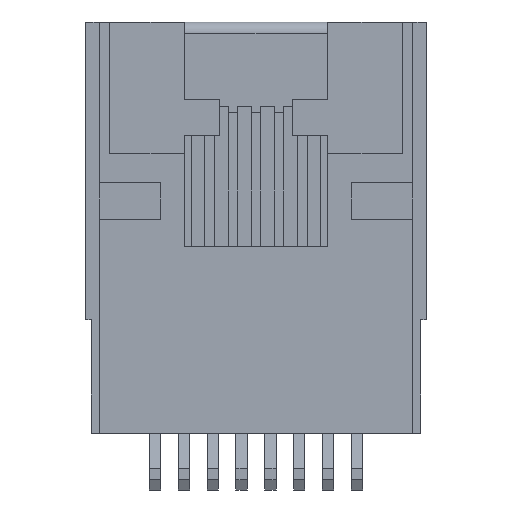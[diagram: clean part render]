
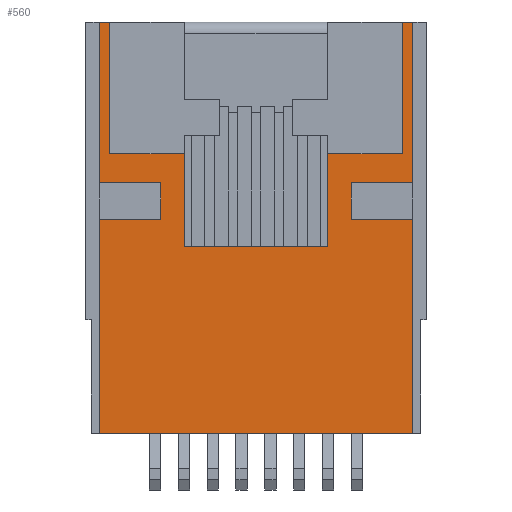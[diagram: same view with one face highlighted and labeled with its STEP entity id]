
A CAD part, front view. The second image highlights one B-rep face of the part: STEP entity #560.
In plain terms, the highlighted planar face has unit normal (0, -1, 0).
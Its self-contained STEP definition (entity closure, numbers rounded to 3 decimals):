
#560=ADVANCED_FACE('',(#1308),#924,.T.);
#924=PLANE('',#8658);
#1308=FACE_OUTER_BOUND('',#1706,.T.);
#1706=EDGE_LOOP('',(#3989,#3990,#3991,#3992,#3993,#3994,#3995,#3996,#3997,
#3998,#3999,#4000,#4001,#4002,#4003,#4004,#4005,#4006,#4007,#4008));
#3989=ORIENTED_EDGE('',*,*,#5977,.F.);
#3990=ORIENTED_EDGE('',*,*,#4936,.F.);
#3991=ORIENTED_EDGE('',*,*,#4824,.T.);
#3992=ORIENTED_EDGE('',*,*,#4919,.F.);
#3993=ORIENTED_EDGE('',*,*,#4836,.T.);
#3994=ORIENTED_EDGE('',*,*,#4941,.F.);
#3995=ORIENTED_EDGE('',*,*,#5978,.F.);
#3996=ORIENTED_EDGE('',*,*,#4943,.F.);
#3997=ORIENTED_EDGE('',*,*,#4832,.T.);
#3998=ORIENTED_EDGE('',*,*,#4860,.T.);
#3999=ORIENTED_EDGE('',*,*,#5940,.T.);
#4000=ORIENTED_EDGE('',*,*,#5942,.T.);
#4001=ORIENTED_EDGE('',*,*,#5945,.T.);
#4002=ORIENTED_EDGE('',*,*,#5950,.T.);
#4003=ORIENTED_EDGE('',*,*,#5955,.T.);
#4004=ORIENTED_EDGE('',*,*,#5957,.T.);
#4005=ORIENTED_EDGE('',*,*,#5960,.T.);
#4006=ORIENTED_EDGE('',*,*,#4840,.T.);
#4007=ORIENTED_EDGE('',*,*,#4828,.T.);
#4008=ORIENTED_EDGE('',*,*,#4934,.F.);
#4053=VERTEX_POINT('',#10659);
#4056=VERTEX_POINT('',#10664);
#4057=VERTEX_POINT('',#10666);
#4060=VERTEX_POINT('',#10672);
#4061=VERTEX_POINT('',#10676);
#4064=VERTEX_POINT('',#10681);
#4065=VERTEX_POINT('',#10683);
#4068=VERTEX_POINT('',#10689);
#4072=VERTEX_POINT('',#10699);
#4091=VERTEX_POINT('',#10737);
#4159=VERTEX_POINT('',#10884);
#4160=VERTEX_POINT('',#10888);
#4163=VERTEX_POINT('',#10898);
#4164=VERTEX_POINT('',#10902);
#4804=VERTEX_POINT('',#12855);
#4806=VERTEX_POINT('',#12860);
#4807=VERTEX_POINT('',#12865);
#4808=VERTEX_POINT('',#12872);
#4810=VERTEX_POINT('',#12880);
#4812=VERTEX_POINT('',#12885);
#4824=EDGE_CURVE('',#4057,#4056,#5992,.T.);
#4828=EDGE_CURVE('',#4053,#4060,#5996,.T.);
#4832=EDGE_CURVE('',#4065,#4064,#6000,.T.);
#4836=EDGE_CURVE('',#4061,#4068,#6004,.T.);
#4840=EDGE_CURVE('',#4072,#4053,#6008,.T.);
#4860=EDGE_CURVE('',#4064,#4091,#6028,.T.);
#4919=EDGE_CURVE('',#4061,#4056,#6087,.T.);
#4934=EDGE_CURVE('',#4159,#4060,#6102,.T.);
#4936=EDGE_CURVE('',#4057,#4160,#6104,.T.);
#4941=EDGE_CURVE('',#4163,#4068,#6109,.T.);
#4943=EDGE_CURVE('',#4065,#4164,#6111,.T.);
#5940=EDGE_CURVE('',#4091,#4804,#7068,.T.);
#5942=EDGE_CURVE('',#4804,#4806,#7070,.T.);
#5945=EDGE_CURVE('',#4806,#4807,#7073,.T.);
#5950=EDGE_CURVE('',#4807,#4808,#7078,.T.);
#5955=EDGE_CURVE('',#4808,#4810,#7083,.T.);
#5957=EDGE_CURVE('',#4810,#4812,#7085,.T.);
#5960=EDGE_CURVE('',#4812,#4072,#7088,.T.);
#5977=EDGE_CURVE('',#4160,#4159,#7101,.T.);
#5978=EDGE_CURVE('',#4164,#4163,#7102,.T.);
#5992=LINE('',#10665,#7116);
#5996=LINE('',#10673,#7120);
#6000=LINE('',#10682,#7124);
#6004=LINE('',#10690,#7128);
#6008=LINE('',#10698,#7132);
#6028=LINE('',#10738,#7152);
#6087=LINE('',#10855,#7211);
#6102=LINE('',#10883,#7226);
#6104=LINE('',#10887,#7228);
#6109=LINE('',#10897,#7233);
#6111=LINE('',#10901,#7235);
#7068=LINE('',#12856,#8192);
#7070=LINE('',#12861,#8194);
#7073=LINE('',#12866,#8197);
#7078=LINE('',#12873,#8202);
#7083=LINE('',#12881,#8207);
#7085=LINE('',#12886,#8209);
#7088=LINE('',#12890,#8212);
#7101=LINE('',#12954,#8225);
#7102=LINE('',#12955,#8226);
#7116=VECTOR('',#8674,1.);
#7120=VECTOR('',#8678,1.);
#7124=VECTOR('',#8684,1.);
#7128=VECTOR('',#8688,1.);
#7132=VECTOR('',#8694,1.);
#7152=VECTOR('',#8714,1.);
#7211=VECTOR('',#8775,1.);
#7226=VECTOR('',#8796,1.);
#7228=VECTOR('',#8800,1.);
#7233=VECTOR('',#8809,1.);
#7235=VECTOR('',#8813,1.);
#8192=VECTOR('',#10484,1.);
#8194=VECTOR('',#10488,1.);
#8197=VECTOR('',#10493,1.);
#8202=VECTOR('',#10500,1.);
#8207=VECTOR('',#10507,1.);
#8209=VECTOR('',#10511,1.);
#8212=VECTOR('',#10516,1.);
#8225=VECTOR('',#10623,1.);
#8226=VECTOR('',#10624,1.);
#8658=AXIS2_PLACEMENT_3D('',#12956,#10625,#10626);
#8674=DIRECTION('',(0.,0.,-1.));
#8678=DIRECTION('',(0.,0.,-1.));
#8684=DIRECTION('',(0.,0.,1.));
#8688=DIRECTION('',(0.,0.,1.));
#8694=DIRECTION('',(-1.,0.,0.));
#8714=DIRECTION('',(-1.,0.,0.));
#8775=DIRECTION('',(-1.,0.,0.));
#8796=DIRECTION('',(-1.,0.,0.));
#8800=DIRECTION('',(1.,0.,0.));
#8809=DIRECTION('',(1.,0.,0.));
#8813=DIRECTION('',(-1.,0.,0.));
#10484=DIRECTION('',(0.,0.,-1.));
#10488=DIRECTION('',(-1.,0.,0.));
#10493=DIRECTION('',(0.,0.,-1.));
#10500=DIRECTION('',(-1.,0.,0.));
#10507=DIRECTION('',(0.,0.,1.));
#10511=DIRECTION('',(-1.,0.,0.));
#10516=DIRECTION('',(0.,0.,1.));
#10623=DIRECTION('',(0.,0.,1.));
#10624=DIRECTION('',(0.,0.,-1.));
#10625=DIRECTION('',(0.,-1.,0.));
#10626=DIRECTION('',(0.,0.,-1.));
#10659=CARTESIAN_POINT('',(-6.9,-11.5,0.));
#10664=CARTESIAN_POINT('',(-6.9,-11.5,-18.1));
#10665=CARTESIAN_POINT('',(-6.9,-11.5,-18.1));
#10666=CARTESIAN_POINT('',(-6.9,-11.5,-8.68));
#10672=CARTESIAN_POINT('',(-6.9,-11.5,-7.08));
#10673=CARTESIAN_POINT('',(-6.9,-11.5,-18.1));
#10676=CARTESIAN_POINT('',(6.9,-11.5,-18.1));
#10681=CARTESIAN_POINT('',(6.9,-11.5,0.));
#10682=CARTESIAN_POINT('',(6.9,-11.5,-18.1));
#10683=CARTESIAN_POINT('',(6.9,-11.5,-7.08));
#10689=CARTESIAN_POINT('',(6.9,-11.5,-8.68));
#10690=CARTESIAN_POINT('',(6.9,-11.5,-18.1));
#10698=CARTESIAN_POINT('',(0.,-11.5,0.));
#10699=CARTESIAN_POINT('',(-6.45,-11.5,0.));
#10737=CARTESIAN_POINT('',(6.45,-11.5,0.));
#10738=CARTESIAN_POINT('',(0.,-11.5,0.));
#10855=CARTESIAN_POINT('',(0.,-11.5,-18.1));
#10883=CARTESIAN_POINT('',(-6.45,-11.5,-7.08));
#10884=CARTESIAN_POINT('',(-4.2,-11.5,-7.08));
#10887=CARTESIAN_POINT('',(-6.45,-11.5,-8.68));
#10888=CARTESIAN_POINT('',(-4.2,-11.5,-8.68));
#10897=CARTESIAN_POINT('',(6.45,-11.5,-8.68));
#10898=CARTESIAN_POINT('',(4.2,-11.5,-8.68));
#10901=CARTESIAN_POINT('',(6.45,-11.5,-7.08));
#10902=CARTESIAN_POINT('',(4.2,-11.5,-7.08));
#12855=CARTESIAN_POINT('',(6.45,-11.5,-5.8));
#12856=CARTESIAN_POINT('',(6.45,-11.5,-18.1));
#12860=CARTESIAN_POINT('',(3.15,-11.5,-5.8));
#12861=CARTESIAN_POINT('',(0.,-11.5,-5.8));
#12865=CARTESIAN_POINT('',(3.15,-11.5,-9.9));
#12866=CARTESIAN_POINT('',(3.15,-11.5,-18.1));
#12872=CARTESIAN_POINT('',(-3.15,-11.5,-9.9));
#12873=CARTESIAN_POINT('',(0.,-11.5,-9.9));
#12880=CARTESIAN_POINT('',(-3.15,-11.5,-5.8));
#12881=CARTESIAN_POINT('',(-3.15,-11.5,-18.1));
#12885=CARTESIAN_POINT('',(-6.45,-11.5,-5.8));
#12886=CARTESIAN_POINT('',(0.,-11.5,-5.8));
#12890=CARTESIAN_POINT('',(-6.45,-11.5,-18.1));
#12954=CARTESIAN_POINT('',(-4.2,-11.5,-18.1));
#12955=CARTESIAN_POINT('',(4.2,-11.5,-18.1));
#12956=CARTESIAN_POINT('',(0.,-11.5,-18.1));
